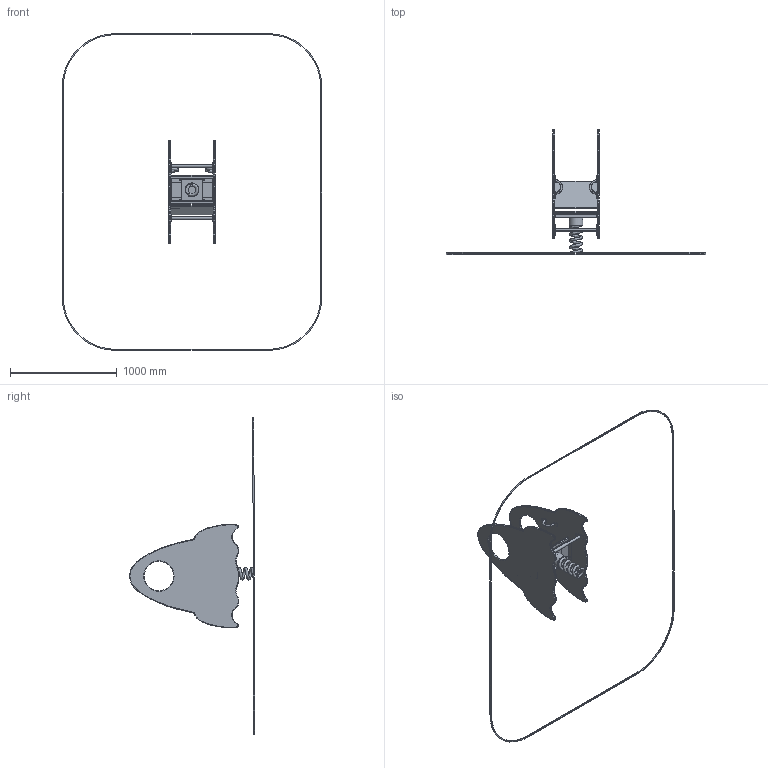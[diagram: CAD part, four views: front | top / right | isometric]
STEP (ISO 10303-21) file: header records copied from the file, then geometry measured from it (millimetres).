
FILE_DESCRIPTION(('STEP AP214'), '1');
FILE_NAME('Êà÷àëêà íà ïðóæèíå ÊÁ-47 ñ ÔÊ', '', ('UNSPECIFIED'), ('UNSPECIFIED'), 'C3D Converter', 'C3D Toolkit', '');
FILE_SCHEMA(('AUTOMOTIVE_DESIGN { 1 0 10303 214 3 1 1}'));
Length unit declared in the file: millimetre
Products named in the file (32): КБ-47-00.00.00; ФК-01.00; ФК-03.01; ФК-01.01; ФК-02.01; КБ-47-00.00.02; КБ-02.1-00.00.01; КБ-02.1-00.00.02; КБ-202.02.00; СИС-11.01; КБ-02.1-01.00.01; КБ-202.01.00; КБ-201.1.02.03; КБ-202.01.01; КБ-201.1.02.06; КБ-201.1.02.05; КБ-201.1.02.02; КБ-201.1.02.04; КБ-202.01.03; КБ-202.01.02; КБ-02.1-02.00.00; СИС-65.01; ПС-01К.01.01; КБ-47-00.00.01
Assembly tree (48 placements, depth 4):
  КБ-47-00.00.00
    ФК-01.00
      ФК-03.01
      ФК-03.01  x3
      ФК-01.01
      ФК-01.01  x7
      ФК-02.01  x4
      (unnamed)
    КБ-47-00.00.00
      КБ-47-00.00.02
      КБ-02.1-00.00.01
      КБ-02.1-00.00.02
      КБ-202.02.00  x2
        СИС-11.01
        КБ-02.1-01.00.01
      КБ-202.01.00
        КБ-201.1.02.03
        КБ-202.01.01
        КБ-201.1.02.06
        КБ-201.1.02.05
        КБ-201.1.02.05
        КБ-201.1.02.02
        КБ-201.1.02.02
        КБ-201.1.02.04
        КБ-201.1.02.04
        КБ-202.01.03  x2
        КБ-202.01.02  x2
      КБ-02.1-02.00.00  x2
        СИС-65.01
        ПС-01К.01.01
      КБ-47-00.00.01
      (unnamed)
Bounding box: 2436 x 1175.02 x 2974.19 mm (x, y, z)
Volume: 28566601.5 mm3; surface area: 4120501.8 mm2
Topology: 27 solids, 27 shells, 300 faces, 671 edges, 426 vertices
Faces by surface type: plane 144, cylinder 79, torus 32, bspline 25, extrusion 12, cone 8
Full cylindrical faces by diameter (mm): 8.5 x8, 12 x1, 21.4 x2, 27 x2, 275 x2
Entity records: 26839 total; most frequent: CARTESIAN_POINT 18203, DIRECTION 1087, ORIENTED_EDGE 942, EDGE_CURVE 471, AXIS2_PLACEMENT_3D 423, VERTEX_POINT 302, EDGE_LOOP 253, VECTOR 241
